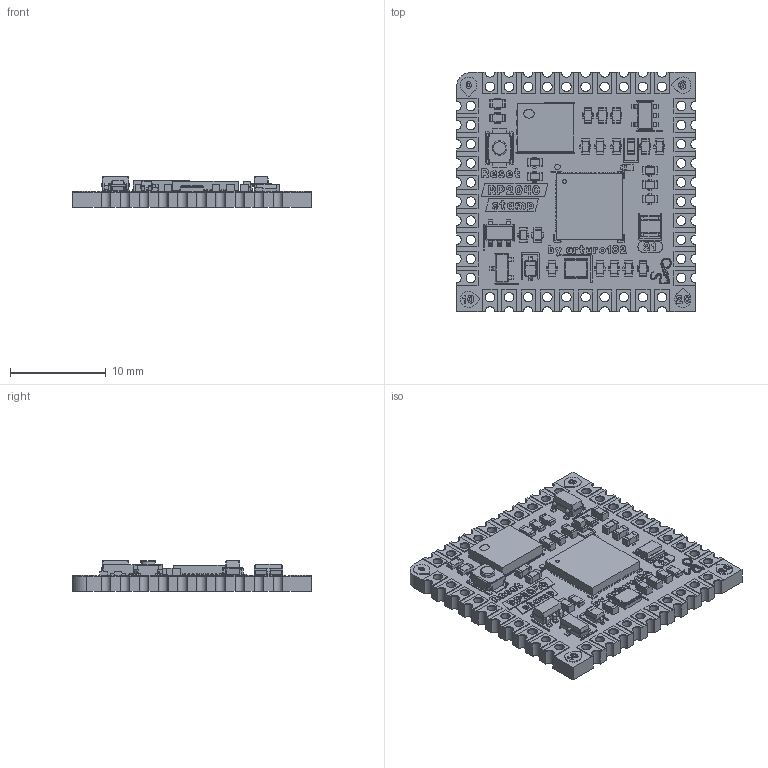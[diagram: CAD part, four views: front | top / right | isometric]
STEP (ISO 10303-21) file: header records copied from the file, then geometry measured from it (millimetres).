
FILE_DESCRIPTION(/* description */ (''),/* implementation_level */ '2;1');
FILE_NAME(/* name */ 'rp2040_stamp.step',/* time_stamp */ '2021-08-02T23:26:50+02:00',/* author */ (''),/* organization */ (''),/* preprocessor_version */ 'ST-DEVELOPER v18.1',/* originating_system */ 'Autodesk Translation Framework v10.9.0.1377',/* authorisation */ '');
FILE_SCHEMA (('AUTOMOTIVE_DESIGN { 1 0 10303 214 3 1 1 }'));
Products named in the file (26): rp2040_stamp; QFN-56-1EP_7x7mm_P0.4mm_EP5.7x5.7mm; SOLID (9); LED_0805_2012Metric; SOLID (2); SOT-23-5; SOLID (1); LED_0603_1608Metric; SOLID (4); VSON-8_3.3x3.3mm_P0.65mm_NexFET; SOLID (5); SW_SPST_B3U-1000P; SOLID (10); SOT-23; SOLID (6); D_SOD-323; SOLID (8); R_0603_1608Metric; SOLID; Crystal_SMD_3225-4Pin_3.2x2.5mm; SOLID (7); C_0603_1608Metric; SOLID (3); COMPOUND; Top Pads; Silk
Assembly tree (46 placements, depth 3):
  rp2040_stamp
    R_0603_1608Metric  x8
      SOLID
    SOT-23-5  x2
      SOLID (1)
    QFN-56-1EP_7x7mm_P0.4mm_EP5.7x5.7mm
      SOLID (9)
    LED_0805_2012Metric
      SOLID (2)
    C_0603_1608Metric  x14
      SOLID (3)
    LED_0603_1608Metric
      SOLID (4)
    VSON-8_3.3x3.3mm_P0.65mm_NexFET
      SOLID (5)
    SW_SPST_B3U-1000P
      SOLID (10)
    SOT-23
      SOLID (6)
    D_SOD-323
      SOLID (8)
    Crystal_SMD_3225-4Pin_3.2x2.5mm
      SOLID (7)
    COMPOUND
    Top Pads
    Silk
Bounding box: 25 x 25 x 3.24 mm (x, y, z)
Volume: 1074.3 mm3; surface area: 2386.3 mm2
Topology: 172 solids, 172 shells, 7511 faces, 21072 edges, 13914 vertices
Faces by surface type: plane 6893, cylinder 563, bspline 21, sphere 17, torus 17
Full cylindrical faces by diameter (mm): 0.4 x1, 1 x80, 1.5 x1
Entity records: 219782 total; most frequent: CARTESIAN_POINT 39264, ORIENTED_EDGE 38732, DIRECTION 33886, EDGE_CURVE 19366, LINE 18654, VECTOR 18654, VERTEX_POINT 12812, AXIS2_PLACEMENT_3D 7616
